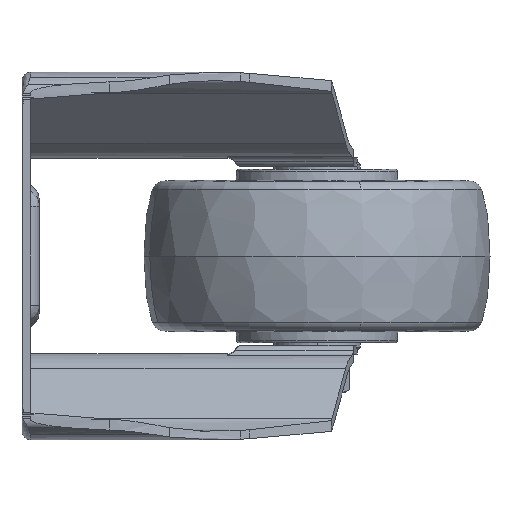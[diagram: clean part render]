
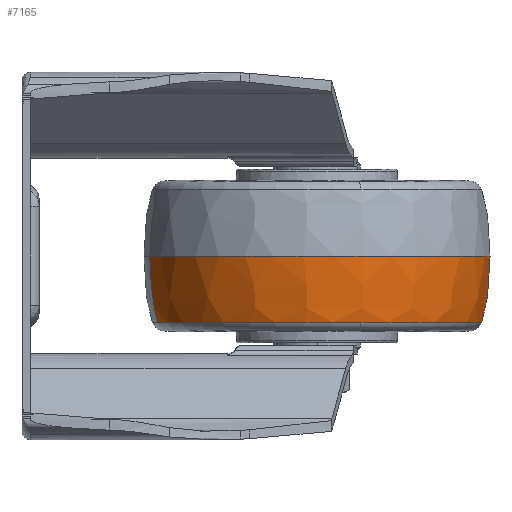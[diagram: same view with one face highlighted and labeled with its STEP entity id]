
A CAD part, left-side view. The second image highlights one B-rep face of the part: STEP entity #7165.
In plain terms, the highlighted free-form (B-spline) face has degree [3, 3] with [4, 4] control points.
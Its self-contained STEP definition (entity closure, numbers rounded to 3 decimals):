
#91 = DIRECTION ( 'NONE',  ( -0.964, -0.266, 0. ) ) ;
#433 = DIRECTION ( 'NONE',  ( 0., 0., -1. ) ) ;
#486 = DIRECTION ( 'NONE',  ( 0., 0., -1. ) ) ;
#2731 = CARTESIAN_POINT ( 'NONE',  ( 10.645, -106.558, 0. ) ) ;
#3576 =( BOUNDED_SURFACE ( )  B_SPLINE_SURFACE ( 3, 3, ( 
 ( #12392, #30670, #3642, #24726 ),
 ( #12670, #33565, #33817, #18518 ),
 ( #21535, #24603, #24856, #15605 ),
 ( #15858, #6720, #36891, #15995 ) ),
 .UNSPECIFIED., .F., .F., .F. ) 
 B_SPLINE_SURFACE_WITH_KNOTS ( ( 4, 4 ),
 ( 4, 4 ),
 ( 0., 1. ),
 ( 0., 1. ),
 .UNSPECIFIED. ) 
 GEOMETRIC_REPRESENTATION_ITEM ( )  RATIONAL_B_SPLINE_SURFACE ( (
 ( 0.984, 0.328, 0.328, 0.984),
 ( 0.808, 0.269, 0.269, 0.808),
 ( 0.719, 0.24, 0.24, 0.719),
 ( 0.72, 0.24, 0.24, 0.72) ) ) 
 REPRESENTATION_ITEM ( '' )  SURFACE ( )  );
#3642 = CARTESIAN_POINT ( 'NONE',  ( -83.498, -51.571, -15.292 ) ) ;
#4548 = CARTESIAN_POINT ( 'NONE',  ( -10.128, -31.315, -15.292 ) ) ;
#4929 = CARTESIAN_POINT ( 'NONE',  ( 10.128, -104.685, -15.292 ) ) ;
#5016 = CARTESIAN_POINT ( 'NONE',  ( -10.645, -29.442, 0. ) ) ;
#6720 = CARTESIAN_POINT ( 'NONE',  ( -66.47, -127.847, 0. ) ) ;
#7165 = ADVANCED_FACE ( 'NONE', ( #36761 ), #3576, .T. ) ;
#7191 = ORIENTED_EDGE ( 'NONE', *, *, #24416, .F. ) ;
#7752 =( BOUNDED_CURVE ( )  B_SPLINE_CURVE ( 3, ( #10397, #22589, #37933, #37788 ),
 .UNSPECIFIED., .F., .F. ) 
 B_SPLINE_CURVE_WITH_KNOTS ( ( 4, 4 ),
 ( 0., 1. ),
 .UNSPECIFIED. ) 
 CURVE ( )  GEOMETRIC_REPRESENTATION_ITEM ( )  RATIONAL_B_SPLINE_CURVE ( ( 0.984, 0.808, 0.719, 0.72 ) ) 
 REPRESENTATION_ITEM ( '' )  );
#9599 =( BOUNDED_CURVE ( )  B_SPLINE_CURVE ( 3, ( #26615, #26490, #32396, #5016 ),
 .UNSPECIFIED., .F., .F. ) 
 B_SPLINE_CURVE_WITH_KNOTS ( ( 4, 4 ),
 ( 0., 1. ),
 .UNSPECIFIED. ) 
 CURVE ( )  GEOMETRIC_REPRESENTATION_ITEM ( )  RATIONAL_B_SPLINE_CURVE ( ( 0.984, 0.808, 0.719, 0.72 ) ) 
 REPRESENTATION_ITEM ( '' )  );
#9664 = DIRECTION ( 'NONE',  ( -0.964, -0.266, 0. ) ) ;
#10397 = CARTESIAN_POINT ( 'NONE',  ( 10.128, -104.685, -15.292 ) ) ;
#10740 = ORIENTED_EDGE ( 'NONE', *, *, #21208, .T. ) ;
#10913 = CARTESIAN_POINT ( 'NONE',  ( -36.685, -78.128, -15.292 ) ) ;
#12356 = CIRCLE ( 'NONE', #35981, 40. ) ;
#12392 = CARTESIAN_POINT ( 'NONE',  ( 10.128, -104.685, -15.292 ) ) ;
#12503 = DIRECTION ( 'NONE',  ( -0.964, -0.266, 0. ) ) ;
#12670 = CARTESIAN_POINT ( 'NONE',  ( 10.4, -105.671, -12.426 ) ) ;
#12985 = EDGE_CURVE ( 'NONE', #32237, #17309, #25305, .T. ) ;
#13514 = AXIS2_PLACEMENT_3D ( 'NONE', #24628, #486, #91 ) ;
#15605 = CARTESIAN_POINT ( 'NONE',  ( -10.606, -29.584, -6.975 ) ) ;
#15858 = CARTESIAN_POINT ( 'NONE',  ( 10.645, -106.558, 0. ) ) ;
#15995 = CARTESIAN_POINT ( 'NONE',  ( -10.645, -29.442, 0. ) ) ;
#17309 = VERTEX_POINT ( 'NONE', #4548 ) ;
#17597 = AXIS2_PLACEMENT_3D ( 'NONE', #27804, #34131, #9664 ) ;
#18518 = CARTESIAN_POINT ( 'NONE',  ( -10.4, -30.329, -12.426 ) ) ;
#21208 = EDGE_CURVE ( 'NONE', #24461, #37664, #12356, .T. ) ;
#21535 = CARTESIAN_POINT ( 'NONE',  ( 10.606, -106.416, -6.975 ) ) ;
#22589 = CARTESIAN_POINT ( 'NONE',  ( 10.4, -105.671, -12.426 ) ) ;
#22706 = EDGE_LOOP ( 'NONE', ( #31413, #32002, #10740, #7191, #30546 ) ) ;
#24252 = EDGE_CURVE ( 'NONE', #25376, #32237, #29051, .T. ) ;
#24416 = EDGE_CURVE ( 'NONE', #17309, #37664, #9599, .T. ) ;
#24461 = VERTEX_POINT ( 'NONE', #2731 ) ;
#24603 = CARTESIAN_POINT ( 'NONE',  ( -66.227, -127.628, -6.975 ) ) ;
#24628 = CARTESIAN_POINT ( 'NONE',  ( 0., -68., -15.292 ) ) ;
#24676 = CARTESIAN_POINT ( 'NONE',  ( -10.645, -29.442, 0. ) ) ;
#24726 = CARTESIAN_POINT ( 'NONE',  ( -10.128, -31.315, -15.292 ) ) ;
#24856 = CARTESIAN_POINT ( 'NONE',  ( -87.439, -50.795, -6.975 ) ) ;
#25305 = CIRCLE ( 'NONE', #17597, 38.057 ) ;
#25376 = VERTEX_POINT ( 'NONE', #4929 ) ;
#26490 = CARTESIAN_POINT ( 'NONE',  ( -10.4, -30.329, -12.426 ) ) ;
#26615 = CARTESIAN_POINT ( 'NONE',  ( -10.128, -31.315, -15.292 ) ) ;
#27804 = CARTESIAN_POINT ( 'NONE',  ( 0., -68., -15.292 ) ) ;
#29051 = CIRCLE ( 'NONE', #13514, 38.057 ) ;
#30546 = ORIENTED_EDGE ( 'NONE', *, *, #12985, .F. ) ;
#30670 = CARTESIAN_POINT ( 'NONE',  ( -63.242, -124.941, -15.292 ) ) ;
#31413 = ORIENTED_EDGE ( 'NONE', *, *, #24252, .F. ) ;
#32002 = ORIENTED_EDGE ( 'NONE', *, *, #36627, .T. ) ;
#32237 = VERTEX_POINT ( 'NONE', #10913 ) ;
#32396 = CARTESIAN_POINT ( 'NONE',  ( -10.606, -29.584, -6.975 ) ) ;
#33565 = CARTESIAN_POINT ( 'NONE',  ( -64.942, -126.471, -12.426 ) ) ;
#33817 = CARTESIAN_POINT ( 'NONE',  ( -85.742, -51.129, -12.426 ) ) ;
#34131 = DIRECTION ( 'NONE',  ( 0., 0., -1. ) ) ;
#35981 = AXIS2_PLACEMENT_3D ( 'NONE', #37125, #433, #12503 ) ;
#36627 = EDGE_CURVE ( 'NONE', #25376, #24461, #7752, .T. ) ;
#36761 = FACE_OUTER_BOUND ( 'NONE', #22706, .T. ) ;
#36891 = CARTESIAN_POINT ( 'NONE',  ( -87.76, -50.732, 0. ) ) ;
#37125 = CARTESIAN_POINT ( 'NONE',  ( 0., -68., 0. ) ) ;
#37664 = VERTEX_POINT ( 'NONE', #24676 ) ;
#37788 = CARTESIAN_POINT ( 'NONE',  ( 10.645, -106.558, 0. ) ) ;
#37933 = CARTESIAN_POINT ( 'NONE',  ( 10.606, -106.416, -6.975 ) ) ;
